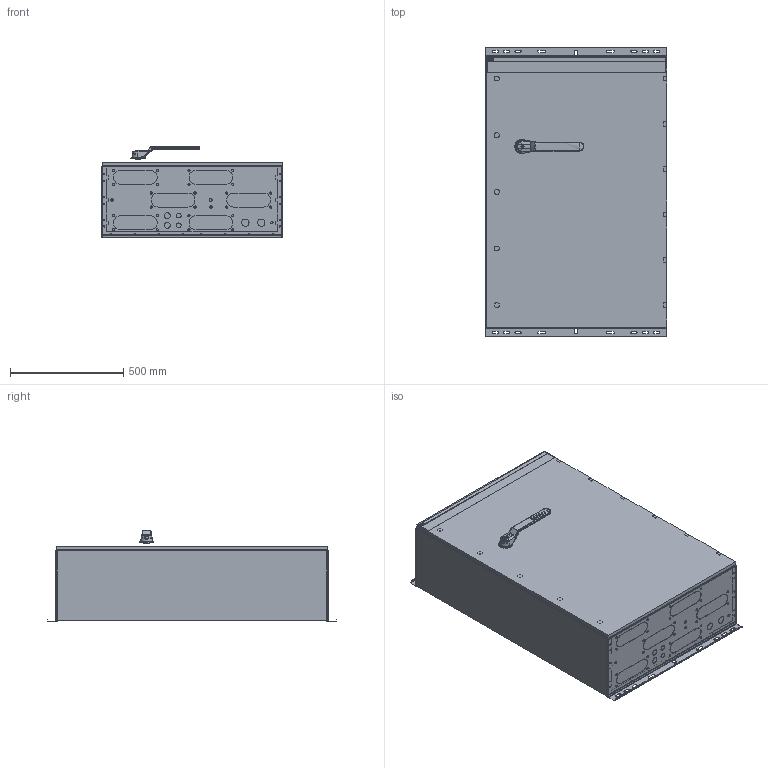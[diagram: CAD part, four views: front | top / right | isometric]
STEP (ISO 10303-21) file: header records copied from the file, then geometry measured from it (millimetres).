
FILE_DESCRIPTION((''),'2;1');
FILE_NAME('OTKM128023PBL_SW0001','2021-06-23T13:01:38',('FIJOKON'),(''),'CREO PARAMETRIC BY PTC INC, 2020184','CREO PARAMETRIC BY PTC INC, 2020184','');
FILE_SCHEMA(('AUTOMOTIVE_DESIGN { 1 0 10303 214 1 1 1 1 }'));
Products named in the file (1): OTKM128023PBL_SW0001
Bounding box: 803.5 x 1279.49 x 405.01 mm (x, y, z)
Volume: 316238962.5 mm3; surface area: 4333027.4 mm2
Topology: 2 solids, 2 shells, 1374 faces, 3581 edges, 2337 vertices
Faces by surface type: plane 784, cylinder 425, bspline 94, torus 41, extrusion 14, cone 13, sphere 3
Entity records: 88425 total; most frequent: CARTESIAN_POINT 48131, ORIENTED_EDGE 7152, DIRECTION 6369, EDGE_CURVE 3576, VERTEX_POINT 2337, AXIS2_PLACEMENT_3D 2165, VECTOR 2036, LINE 2022
